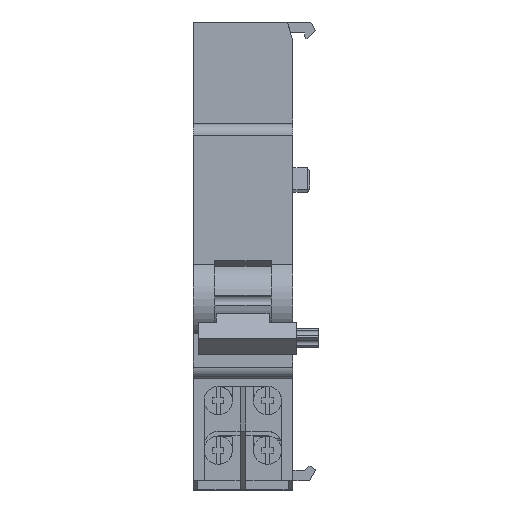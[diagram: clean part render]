
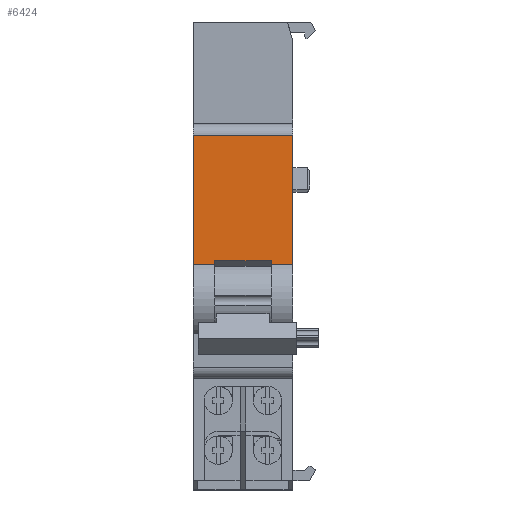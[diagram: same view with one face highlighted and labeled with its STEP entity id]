
A CAD part, top view. The second image highlights one B-rep face of the part: STEP entity #6424.
In plain terms, the highlighted planar face has unit normal (0, 0, 1).
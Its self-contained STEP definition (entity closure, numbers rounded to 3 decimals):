
#357=DIRECTION('',(0.,1.,0.));
#358=VECTOR('',#357,22.843);
#359=CARTESIAN_POINT('',(17.6,39.657,-3.313));
#360=LINE('',#359,#358);
#1913=DIRECTION('',(-1.,0.,0.));
#1914=VECTOR('',#1913,17.6);
#1915=CARTESIAN_POINT('',(17.6,62.5,-3.313));
#1916=LINE('',#1915,#1914);
#1917=DIRECTION('',(-1.,0.,0.));
#1918=VECTOR('',#1917,10.);
#1919=CARTESIAN_POINT('',(13.8,40.34,-3.313));
#1920=LINE('',#1919,#1918);
#1921=DIRECTION('',(0.,-1.,0.));
#1922=VECTOR('',#1921,0.683);
#1923=CARTESIAN_POINT('',(3.8,40.34,-3.313));
#1924=LINE('',#1923,#1922);
#1925=DIRECTION('',(0.,1.,0.));
#1926=VECTOR('',#1925,22.843);
#1927=CARTESIAN_POINT('',(0.,39.657,-3.313));
#1928=LINE('',#1927,#1926);
#1929=DIRECTION('',(0.,-1.,0.));
#1930=VECTOR('',#1929,0.683);
#1931=CARTESIAN_POINT('',(13.8,40.34,-3.313));
#1932=LINE('',#1931,#1930);
#2001=DIRECTION('',(1.,0.,0.));
#2002=VECTOR('',#2001,3.8);
#2003=CARTESIAN_POINT('',(13.8,39.657,-3.313));
#2004=LINE('',#2003,#2002);
#2037=DIRECTION('',(1.,0.,0.));
#2038=VECTOR('',#2037,3.8);
#2039=CARTESIAN_POINT('',(0.,39.657,-3.313));
#2040=LINE('',#2039,#2038);
#3021=CARTESIAN_POINT('',(0.,62.5,-3.313));
#3022=VERTEX_POINT('',#3021);
#3023=CARTESIAN_POINT('',(0.,39.657,-3.313));
#3024=VERTEX_POINT('',#3023);
#3224=CARTESIAN_POINT('',(17.6,39.657,-3.313));
#3226=VERTEX_POINT('',#3224);
#3227=CARTESIAN_POINT('',(17.6,62.5,-3.313));
#3228=VERTEX_POINT('',#3227);
#3426=CARTESIAN_POINT('',(13.8,40.34,-3.313));
#3427=CARTESIAN_POINT('',(13.8,39.657,-3.313));
#3428=VERTEX_POINT('',#3426);
#3429=VERTEX_POINT('',#3427);
#3430=CARTESIAN_POINT('',(3.8,40.34,-3.313));
#3431=VERTEX_POINT('',#3430);
#3432=CARTESIAN_POINT('',(3.8,39.657,-3.313));
#3433=VERTEX_POINT('',#3432);
#6404=CARTESIAN_POINT('',(0.,62.5,-3.313));
#6405=DIRECTION('',(0.,0.,1.));
#6406=DIRECTION('',(0.,-1.,0.));
#6407=AXIS2_PLACEMENT_3D('',#6404,#6405,#6406);
#6408=PLANE('',#6407);
#6410=ORIENTED_EDGE('',*,*,#6409,.F.);
#6412=ORIENTED_EDGE('',*,*,#6411,.T.);
#6414=ORIENTED_EDGE('',*,*,#6413,.T.);
#6416=ORIENTED_EDGE('',*,*,#6415,.F.);
#6417=ORIENTED_EDGE('',*,*,#3961,.T.);
#6418=ORIENTED_EDGE('',*,*,#6399,.F.);
#6419=ORIENTED_EDGE('',*,*,#4337,.F.);
#6421=ORIENTED_EDGE('',*,*,#6420,.F.);
#6422=EDGE_LOOP('',(#6410,#6412,#6414,#6416,#6417,#6418,#6419,#6421));
#6423=FACE_OUTER_BOUND('',#6422,.F.);
#6424=ADVANCED_FACE('',(#6423),#6408,.T.);
#3961=EDGE_CURVE('',#3024,#3022,#1928,.T.);
#4337=EDGE_CURVE('',#3226,#3228,#360,.T.);
#6399=EDGE_CURVE('',#3228,#3022,#1916,.T.);
#6409=EDGE_CURVE('',#3428,#3429,#1932,.T.);
#6411=EDGE_CURVE('',#3428,#3431,#1920,.T.);
#6413=EDGE_CURVE('',#3431,#3433,#1924,.T.);
#6415=EDGE_CURVE('',#3024,#3433,#2040,.T.);
#6420=EDGE_CURVE('',#3429,#3226,#2004,.T.);
